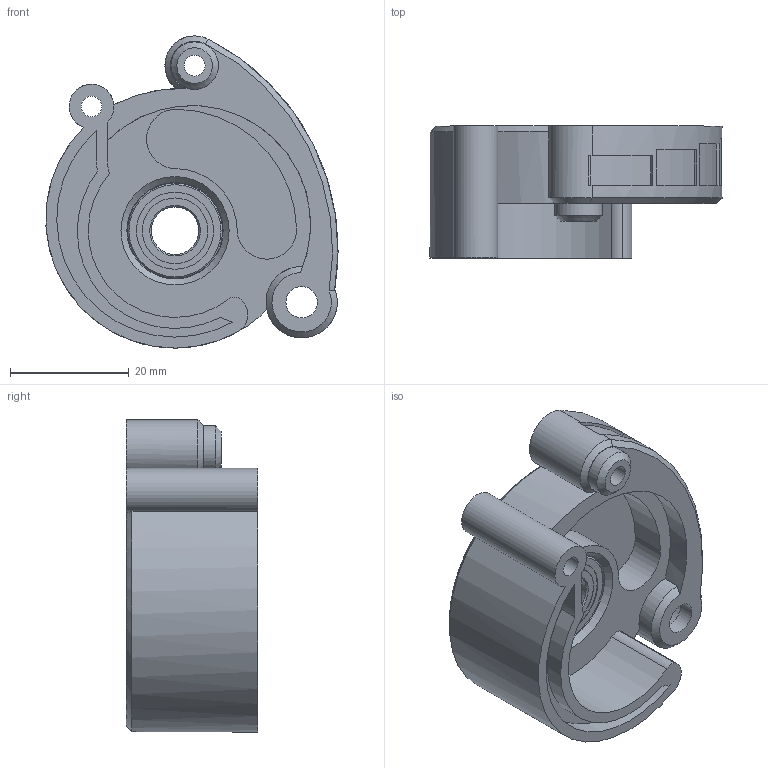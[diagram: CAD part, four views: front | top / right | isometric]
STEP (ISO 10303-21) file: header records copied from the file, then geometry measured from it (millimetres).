
FILE_DESCRIPTION(/* description */ (''),/* implementation_level */ '2;1');
FILE_NAME(/* name */ 'Tensioner PC1.step',/* time_stamp */ '2022-11-01T13:28:45-05:00',/* author */ (''),/* organization */ (''),/* preprocessor_version */ 'ST-DEVELOPER v19',/* originating_system */ 'Autodesk Translation Framework v11.7.0.108',/* authorisation */ '');
FILE_SCHEMA (('AUTOMOTIVE_DESIGN { 1 0 10303 214 3 1 1 }'));
Length unit declared in the file: millimetre
Products named in the file (2): A PC1; 7804K117_Stainless Steel Ball Bearing
Assembly tree (1 placements, depth 2):
  A PC1
    7804K117_Stainless Steel Ball Bearing
Bounding box: 49.14 x 22.19 x 52.53 mm (x, y, z)
Volume: 19918.6 mm3; surface area: 11431.8 mm2
Topology: 17 solids, 17 shells, 114 faces, 260 edges, 170 vertices
Faces by surface type: cylinder 42, plane 41, cone 17, sphere 12, torus 2
Full cylindrical faces by diameter (mm): 3.5 x2, 5.3 x1, 8 x3, 8.75 x1, 9 x1, 11.033 x4, 12.967 x4, 16 x1, 16.2 x1
Entity records: 3233 total; most frequent: DIRECTION 597, CARTESIAN_POINT 555, ORIENTED_EDGE 472, AXIS2_PLACEMENT_3D 252, EDGE_CURVE 236, VERTEX_POINT 170, EDGE_LOOP 144, CIRCLE 135
